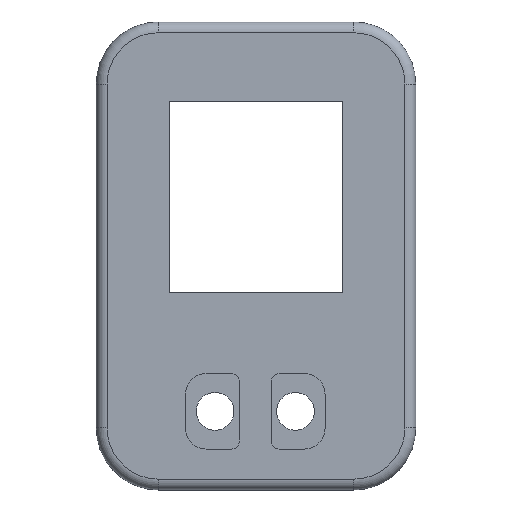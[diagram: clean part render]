
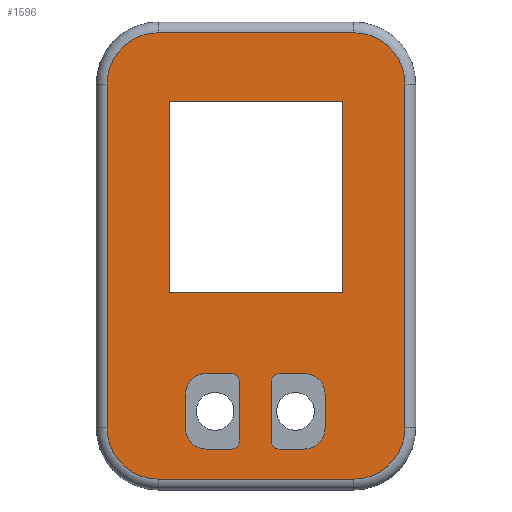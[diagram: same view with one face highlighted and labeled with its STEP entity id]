
A CAD part, top view. The second image highlights one B-rep face of the part: STEP entity #1596.
In plain terms, the highlighted planar face has unit normal (0, 0, 1).
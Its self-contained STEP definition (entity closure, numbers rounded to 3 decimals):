
#1247 = VERTEX_POINT('',#1248);
#1248 = CARTESIAN_POINT('',(-27.6,31.85,9.1));
#1255 = EDGE_CURVE('',#1247,#1256,#1258,.T.);
#1256 = VERTEX_POINT('',#1257);
#1257 = CARTESIAN_POINT('',(-27.6,-31.85,9.1));
#1258 = LINE('',#1259,#1260);
#1259 = CARTESIAN_POINT('',(-27.6,31.85,9.1));
#1260 = VECTOR('',#1261,1.);
#1261 = DIRECTION('',(0.,-1.,0.));
#1280 = VERTEX_POINT('',#1281);
#1281 = CARTESIAN_POINT('',(18.1,41.35,9.1));
#1288 = EDGE_CURVE('',#1280,#1289,#1291,.T.);
#1289 = VERTEX_POINT('',#1290);
#1290 = CARTESIAN_POINT('',(-18.1,41.35,9.1));
#1291 = LINE('',#1292,#1293);
#1292 = CARTESIAN_POINT('',(18.1,41.35,9.1));
#1293 = VECTOR('',#1294,1.);
#1294 = DIRECTION('',(-1.,0.,0.));
#1315 = EDGE_CURVE('',#1289,#1247,#1316,.T.);
#1316 = CIRCLE('',#1317,9.5);
#1317 = AXIS2_PLACEMENT_3D('',#1318,#1319,#1320);
#1318 = CARTESIAN_POINT('',(-18.1,31.85,9.1));
#1319 = DIRECTION('',(0.,-0.,1.));
#1320 = DIRECTION('',(0.,1.,0.));
#1333 = VERTEX_POINT('',#1334);
#1334 = CARTESIAN_POINT('',(-18.1,-41.35,9.1));
#1341 = EDGE_CURVE('',#1256,#1333,#1342,.T.);
#1342 = CIRCLE('',#1343,9.5);
#1343 = AXIS2_PLACEMENT_3D('',#1344,#1345,#1346);
#1344 = CARTESIAN_POINT('',(-18.1,-31.85,9.1));
#1345 = DIRECTION('',(0.,0.,1.));
#1346 = DIRECTION('',(-1.,0.,0.));
#1357 = EDGE_CURVE('',#1333,#1358,#1360,.T.);
#1358 = VERTEX_POINT('',#1359);
#1359 = CARTESIAN_POINT('',(18.1,-41.35,9.1));
#1360 = LINE('',#1361,#1362);
#1361 = CARTESIAN_POINT('',(-18.1,-41.35,9.1));
#1362 = VECTOR('',#1363,1.);
#1363 = DIRECTION('',(1.,0.,0.));
#1384 = VERTEX_POINT('',#1385);
#1385 = CARTESIAN_POINT('',(27.6,-31.85,9.1));
#1392 = EDGE_CURVE('',#1358,#1384,#1393,.T.);
#1393 = CIRCLE('',#1394,9.5);
#1394 = AXIS2_PLACEMENT_3D('',#1395,#1396,#1397);
#1395 = CARTESIAN_POINT('',(18.1,-31.85,9.1));
#1396 = DIRECTION('',(0.,0.,1.));
#1397 = DIRECTION('',(0.,-1.,0.));
#1408 = EDGE_CURVE('',#1384,#1409,#1411,.T.);
#1409 = VERTEX_POINT('',#1410);
#1410 = CARTESIAN_POINT('',(27.6,31.85,9.1));
#1411 = LINE('',#1412,#1413);
#1412 = CARTESIAN_POINT('',(27.6,-31.85,9.1));
#1413 = VECTOR('',#1414,1.);
#1414 = DIRECTION('',(0.,1.,0.));
#1435 = EDGE_CURVE('',#1409,#1280,#1436,.T.);
#1436 = CIRCLE('',#1437,9.5);
#1437 = AXIS2_PLACEMENT_3D('',#1438,#1439,#1440);
#1438 = CARTESIAN_POINT('',(18.1,31.85,9.1));
#1439 = DIRECTION('',(0.,-0.,1.));
#1440 = DIRECTION('',(1.,0.,0.));
#1596 = ADVANCED_FACE('',(#1597,#1607,#1677,#1747),#1781,.T.);
#1597 = FACE_BOUND('',#1598,.T.);
#1598 = EDGE_LOOP('',(#1599,#1600,#1601,#1602,#1603,#1604,#1605,#1606));
#1599 = ORIENTED_EDGE('',*,*,#1255,.T.);
#1600 = ORIENTED_EDGE('',*,*,#1341,.T.);
#1601 = ORIENTED_EDGE('',*,*,#1357,.T.);
#1602 = ORIENTED_EDGE('',*,*,#1392,.T.);
#1603 = ORIENTED_EDGE('',*,*,#1408,.T.);
#1604 = ORIENTED_EDGE('',*,*,#1435,.T.);
#1605 = ORIENTED_EDGE('',*,*,#1288,.T.);
#1606 = ORIENTED_EDGE('',*,*,#1315,.T.);
#1607 = FACE_BOUND('',#1608,.T.);
#1608 = EDGE_LOOP('',(#1609,#1619,#1628,#1636,#1645,#1653,#1662,#1670));
#1609 = ORIENTED_EDGE('',*,*,#1610,.F.);
#1610 = EDGE_CURVE('',#1611,#1613,#1615,.T.);
#1611 = VERTEX_POINT('',#1612);
#1612 = CARTESIAN_POINT('',(-13.08,-25.64,9.1));
#1613 = VERTEX_POINT('',#1614);
#1614 = CARTESIAN_POINT('',(-13.08,-31.94,9.1));
#1615 = LINE('',#1616,#1617);
#1616 = CARTESIAN_POINT('',(-13.08,-25.64,9.1));
#1617 = VECTOR('',#1618,1.);
#1618 = DIRECTION('',(0.,-1.,0.));
#1619 = ORIENTED_EDGE('',*,*,#1620,.F.);
#1620 = EDGE_CURVE('',#1621,#1611,#1623,.T.);
#1621 = VERTEX_POINT('',#1622);
#1622 = CARTESIAN_POINT('',(-9.23,-21.79,9.1));
#1623 = CIRCLE('',#1624,3.85);
#1624 = AXIS2_PLACEMENT_3D('',#1625,#1626,#1627);
#1625 = CARTESIAN_POINT('',(-9.23,-25.64,9.1));
#1626 = DIRECTION('',(0.,0.,1.));
#1627 = DIRECTION('',(1.,0.,0.));
#1628 = ORIENTED_EDGE('',*,*,#1629,.F.);
#1629 = EDGE_CURVE('',#1630,#1621,#1632,.T.);
#1630 = VERTEX_POINT('',#1631);
#1631 = CARTESIAN_POINT('',(-4.58,-21.79,9.1));
#1632 = LINE('',#1633,#1634);
#1633 = CARTESIAN_POINT('',(-4.58,-21.79,9.1));
#1634 = VECTOR('',#1635,1.);
#1635 = DIRECTION('',(-1.,0.,0.));
#1636 = ORIENTED_EDGE('',*,*,#1637,.F.);
#1637 = EDGE_CURVE('',#1638,#1630,#1640,.T.);
#1638 = VERTEX_POINT('',#1639);
#1639 = CARTESIAN_POINT('',(-3.08,-23.29,9.1));
#1640 = CIRCLE('',#1641,1.5);
#1641 = AXIS2_PLACEMENT_3D('',#1642,#1643,#1644);
#1642 = CARTESIAN_POINT('',(-4.58,-23.29,9.1));
#1643 = DIRECTION('',(0.,0.,1.));
#1644 = DIRECTION('',(1.,0.,0.));
#1645 = ORIENTED_EDGE('',*,*,#1646,.F.);
#1646 = EDGE_CURVE('',#1647,#1638,#1649,.T.);
#1647 = VERTEX_POINT('',#1648);
#1648 = CARTESIAN_POINT('',(-3.08,-34.29,9.1));
#1649 = LINE('',#1650,#1651);
#1650 = CARTESIAN_POINT('',(-3.08,-34.29,9.1));
#1651 = VECTOR('',#1652,1.);
#1652 = DIRECTION('',(0.,1.,0.));
#1653 = ORIENTED_EDGE('',*,*,#1654,.F.);
#1654 = EDGE_CURVE('',#1655,#1647,#1657,.T.);
#1655 = VERTEX_POINT('',#1656);
#1656 = CARTESIAN_POINT('',(-4.58,-35.79,9.1));
#1657 = CIRCLE('',#1658,1.5);
#1658 = AXIS2_PLACEMENT_3D('',#1659,#1660,#1661);
#1659 = CARTESIAN_POINT('',(-4.58,-34.29,9.1));
#1660 = DIRECTION('',(0.,0.,1.));
#1661 = DIRECTION('',(1.,0.,0.));
#1662 = ORIENTED_EDGE('',*,*,#1663,.F.);
#1663 = EDGE_CURVE('',#1664,#1655,#1666,.T.);
#1664 = VERTEX_POINT('',#1665);
#1665 = CARTESIAN_POINT('',(-9.23,-35.79,9.1));
#1666 = LINE('',#1667,#1668);
#1667 = CARTESIAN_POINT('',(-9.23,-35.79,9.1));
#1668 = VECTOR('',#1669,1.);
#1669 = DIRECTION('',(1.,0.,0.));
#1670 = ORIENTED_EDGE('',*,*,#1671,.F.);
#1671 = EDGE_CURVE('',#1613,#1664,#1672,.T.);
#1672 = CIRCLE('',#1673,3.85);
#1673 = AXIS2_PLACEMENT_3D('',#1674,#1675,#1676);
#1674 = CARTESIAN_POINT('',(-9.23,-31.94,9.1));
#1675 = DIRECTION('',(0.,0.,1.));
#1676 = DIRECTION('',(1.,0.,0.));
#1677 = FACE_BOUND('',#1678,.T.);
#1678 = EDGE_LOOP('',(#1679,#1689,#1698,#1706,#1715,#1723,#1732,#1740));
#1679 = ORIENTED_EDGE('',*,*,#1680,.F.);
#1680 = EDGE_CURVE('',#1681,#1683,#1685,.T.);
#1681 = VERTEX_POINT('',#1682);
#1682 = CARTESIAN_POINT('',(2.8,-23.29,9.1));
#1683 = VERTEX_POINT('',#1684);
#1684 = CARTESIAN_POINT('',(2.8,-34.29,9.1));
#1685 = LINE('',#1686,#1687);
#1686 = CARTESIAN_POINT('',(2.8,-23.29,9.1));
#1687 = VECTOR('',#1688,1.);
#1688 = DIRECTION('',(0.,-1.,0.));
#1689 = ORIENTED_EDGE('',*,*,#1690,.F.);
#1690 = EDGE_CURVE('',#1691,#1681,#1693,.T.);
#1691 = VERTEX_POINT('',#1692);
#1692 = CARTESIAN_POINT('',(4.3,-21.79,9.1));
#1693 = CIRCLE('',#1694,1.5);
#1694 = AXIS2_PLACEMENT_3D('',#1695,#1696,#1697);
#1695 = CARTESIAN_POINT('',(4.3,-23.29,9.1));
#1696 = DIRECTION('',(0.,0.,1.));
#1697 = DIRECTION('',(1.,0.,0.));
#1698 = ORIENTED_EDGE('',*,*,#1699,.F.);
#1699 = EDGE_CURVE('',#1700,#1691,#1702,.T.);
#1700 = VERTEX_POINT('',#1701);
#1701 = CARTESIAN_POINT('',(8.95,-21.79,9.1));
#1702 = LINE('',#1703,#1704);
#1703 = CARTESIAN_POINT('',(8.95,-21.79,9.1));
#1704 = VECTOR('',#1705,1.);
#1705 = DIRECTION('',(-1.,0.,0.));
#1706 = ORIENTED_EDGE('',*,*,#1707,.F.);
#1707 = EDGE_CURVE('',#1708,#1700,#1710,.T.);
#1708 = VERTEX_POINT('',#1709);
#1709 = CARTESIAN_POINT('',(12.8,-25.64,9.1));
#1710 = CIRCLE('',#1711,3.85);
#1711 = AXIS2_PLACEMENT_3D('',#1712,#1713,#1714);
#1712 = CARTESIAN_POINT('',(8.95,-25.64,9.1));
#1713 = DIRECTION('',(0.,0.,1.));
#1714 = DIRECTION('',(1.,0.,0.));
#1715 = ORIENTED_EDGE('',*,*,#1716,.F.);
#1716 = EDGE_CURVE('',#1717,#1708,#1719,.T.);
#1717 = VERTEX_POINT('',#1718);
#1718 = CARTESIAN_POINT('',(12.8,-31.94,9.1));
#1719 = LINE('',#1720,#1721);
#1720 = CARTESIAN_POINT('',(12.8,-31.94,9.1));
#1721 = VECTOR('',#1722,1.);
#1722 = DIRECTION('',(0.,1.,0.));
#1723 = ORIENTED_EDGE('',*,*,#1724,.F.);
#1724 = EDGE_CURVE('',#1725,#1717,#1727,.T.);
#1725 = VERTEX_POINT('',#1726);
#1726 = CARTESIAN_POINT('',(8.95,-35.79,9.1));
#1727 = CIRCLE('',#1728,3.85);
#1728 = AXIS2_PLACEMENT_3D('',#1729,#1730,#1731);
#1729 = CARTESIAN_POINT('',(8.95,-31.94,9.1));
#1730 = DIRECTION('',(0.,0.,1.));
#1731 = DIRECTION('',(1.,0.,0.));
#1732 = ORIENTED_EDGE('',*,*,#1733,.F.);
#1733 = EDGE_CURVE('',#1734,#1725,#1736,.T.);
#1734 = VERTEX_POINT('',#1735);
#1735 = CARTESIAN_POINT('',(4.3,-35.79,9.1));
#1736 = LINE('',#1737,#1738);
#1737 = CARTESIAN_POINT('',(4.3,-35.79,9.1));
#1738 = VECTOR('',#1739,1.);
#1739 = DIRECTION('',(1.,0.,0.));
#1740 = ORIENTED_EDGE('',*,*,#1741,.F.);
#1741 = EDGE_CURVE('',#1683,#1734,#1742,.T.);
#1742 = CIRCLE('',#1743,1.5);
#1743 = AXIS2_PLACEMENT_3D('',#1744,#1745,#1746);
#1744 = CARTESIAN_POINT('',(4.3,-34.29,9.1));
#1745 = DIRECTION('',(0.,0.,1.));
#1746 = DIRECTION('',(1.,0.,0.));
#1747 = FACE_BOUND('',#1748,.T.);
#1748 = EDGE_LOOP('',(#1749,#1759,#1767,#1775));
#1749 = ORIENTED_EDGE('',*,*,#1750,.F.);
#1750 = EDGE_CURVE('',#1751,#1753,#1755,.T.);
#1751 = VERTEX_POINT('',#1752);
#1752 = CARTESIAN_POINT('',(-16.1,28.6,9.1));
#1753 = VERTEX_POINT('',#1754);
#1754 = CARTESIAN_POINT('',(-16.1,-6.8,9.1));
#1755 = LINE('',#1756,#1757);
#1756 = CARTESIAN_POINT('',(-16.1,28.6,9.1));
#1757 = VECTOR('',#1758,1.);
#1758 = DIRECTION('',(0.,-1.,0.));
#1759 = ORIENTED_EDGE('',*,*,#1760,.F.);
#1760 = EDGE_CURVE('',#1761,#1751,#1763,.T.);
#1761 = VERTEX_POINT('',#1762);
#1762 = CARTESIAN_POINT('',(16.1,28.6,9.1));
#1763 = LINE('',#1764,#1765);
#1764 = CARTESIAN_POINT('',(16.1,28.6,9.1));
#1765 = VECTOR('',#1766,1.);
#1766 = DIRECTION('',(-1.,0.,0.));
#1767 = ORIENTED_EDGE('',*,*,#1768,.F.);
#1768 = EDGE_CURVE('',#1769,#1761,#1771,.T.);
#1769 = VERTEX_POINT('',#1770);
#1770 = CARTESIAN_POINT('',(16.1,-6.8,9.1));
#1771 = LINE('',#1772,#1773);
#1772 = CARTESIAN_POINT('',(16.1,-6.8,9.1));
#1773 = VECTOR('',#1774,1.);
#1774 = DIRECTION('',(0.,1.,0.));
#1775 = ORIENTED_EDGE('',*,*,#1776,.F.);
#1776 = EDGE_CURVE('',#1753,#1769,#1777,.T.);
#1777 = LINE('',#1778,#1779);
#1778 = CARTESIAN_POINT('',(-16.1,-6.8,9.1));
#1779 = VECTOR('',#1780,1.);
#1780 = DIRECTION('',(1.,0.,0.));
#1781 = PLANE('',#1782);
#1782 = AXIS2_PLACEMENT_3D('',#1783,#1784,#1785);
#1783 = CARTESIAN_POINT('',(0.,0.,9.1)
  );
#1784 = DIRECTION('',(0.,0.,1.));
#1785 = DIRECTION('',(1.,0.,0.));
